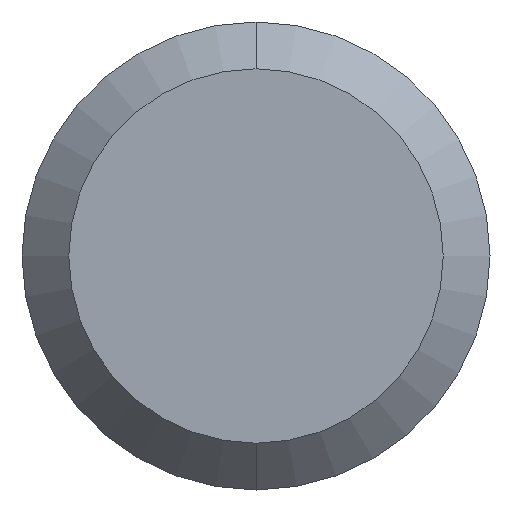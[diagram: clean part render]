
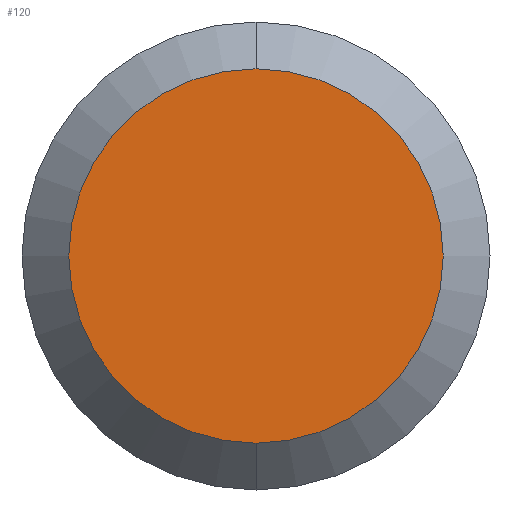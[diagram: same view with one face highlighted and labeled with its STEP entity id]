
A CAD part, front view. The second image highlights one B-rep face of the part: STEP entity #120.
In plain terms, the highlighted planar face has unit normal (0, -1, 0).
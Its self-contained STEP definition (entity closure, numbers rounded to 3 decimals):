
#37 = ORIENTED_EDGE ( 'NONE', *, *, #183, .T. ) ;
#44 = DIRECTION ( 'NONE',  ( 0., -1., 0. ) ) ;
#54 = AXIS2_PLACEMENT_3D ( 'NONE', #269, #66, #143 ) ;
#57 = CIRCLE ( 'NONE', #54, 4. ) ;
#62 = CIRCLE ( 'NONE', #254, 4. ) ;
#63 = EDGE_LOOP ( 'NONE', ( #109, #37 ) ) ;
#66 = DIRECTION ( 'NONE',  ( 0., -1., 0. ) ) ;
#81 = CARTESIAN_POINT ( 'NONE',  ( 0., 0., 0. ) ) ;
#107 = PLANE ( 'NONE',  #304 ) ;
#109 = ORIENTED_EDGE ( 'NONE', *, *, #209, .T. ) ;
#111 = DIRECTION ( 'NONE',  ( 0., 0., 1. ) ) ;
#120 = ADVANCED_FACE ( 'NONE', ( #196 ), #107, .F. ) ;
#131 = VERTEX_POINT ( 'NONE', #313 ) ;
#140 = DIRECTION ( 'NONE',  ( 0., 0., 1. ) ) ;
#143 = DIRECTION ( 'NONE',  ( 0., 0., 1. ) ) ;
#162 = CARTESIAN_POINT ( 'NONE',  ( 0., 0., 0. ) ) ;
#183 = EDGE_CURVE ( 'NONE', #213, #131, #57, .T. ) ;
#196 = FACE_OUTER_BOUND ( 'NONE', #63, .T. ) ;
#209 = EDGE_CURVE ( 'NONE', #131, #213, #62, .T. ) ;
#213 = VERTEX_POINT ( 'NONE', #271 ) ;
#254 = AXIS2_PLACEMENT_3D ( 'NONE', #162, #44, #140 ) ;
#266 = DIRECTION ( 'NONE',  ( 0., 1., 0. ) ) ;
#269 = CARTESIAN_POINT ( 'NONE',  ( 0., 0., 0. ) ) ;
#271 = CARTESIAN_POINT ( 'NONE',  ( 0., 0., -4. ) ) ;
#304 = AXIS2_PLACEMENT_3D ( 'NONE', #81, #266, #111 ) ;
#313 = CARTESIAN_POINT ( 'NONE',  ( 0., 0., 4. ) ) ;
